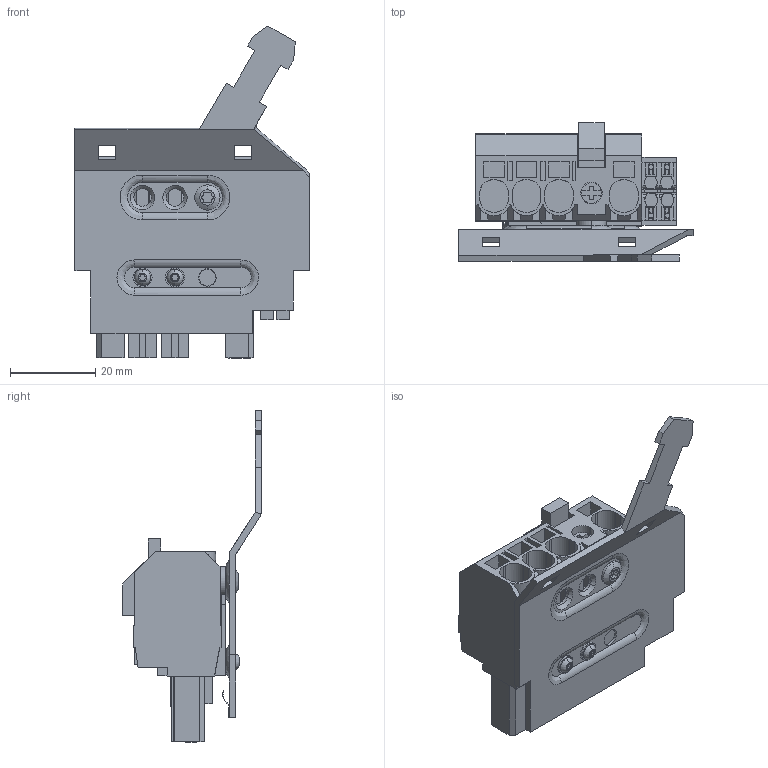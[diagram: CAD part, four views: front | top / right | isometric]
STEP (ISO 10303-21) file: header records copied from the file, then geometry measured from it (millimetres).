
FILE_DESCRIPTION(('CATIA V5 STEP','CAx-IF Rec.Pracs.--- Model Styling and Organization---1.4--- 2014-01-23'),'2;1');
FILE_NAME ('1120272-3_0_2669590000_2669590000.stp','2023-09-11T07:34:10+00:00',('none'),('Weidmueller'),'CATIA Version 5-6 Release 2016 SP3 HF44','CATIA V5 STEP AP214','none');
FILE_SCHEMA(('AUTOMOTIVE_DESIGN { 1 0 10303 214 1 1 1 1 }'));
Length unit declared in the file: millimetre
Products named in the file (1): 2669590000
Bounding box: 55 x 32.64 x 77.98 mm (x, y, z)
Volume: 28164.5 mm3; surface area: 20170.3 mm2
Topology: 12 solids, 12 shells, 912 faces, 2643 edges, 1799 vertices
Faces by surface type: plane 726, cylinder 127, bspline 44, cone 8, sphere 6, torus 1
Entity records: 33727 total; most frequent: CARTESIAN_POINT 10437, ORIENTED_EDGE 5286, DIRECTION 3590, EDGE_CURVE 2643, VECTOR 2067, LINE 2067, VERTEX_POINT 1799, EDGE_LOOP 990
